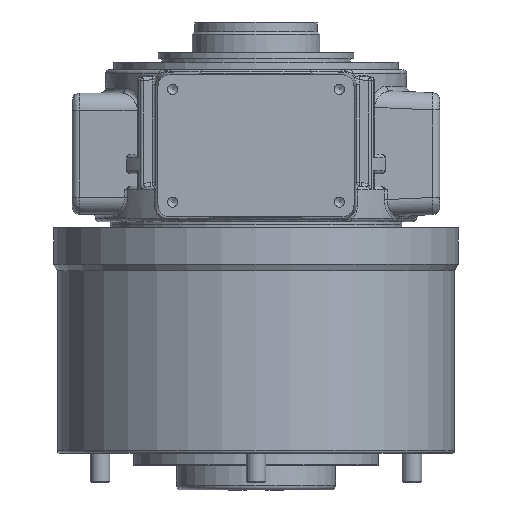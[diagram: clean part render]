
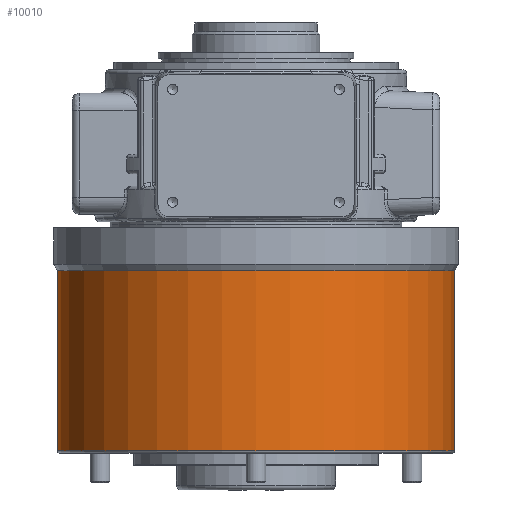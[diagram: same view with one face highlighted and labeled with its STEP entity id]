
A CAD part, front view. The second image highlights one B-rep face of the part: STEP entity #10010.
In plain terms, the highlighted cylindrical face has radius 81 mm (diameter 162 mm), a full revolution.
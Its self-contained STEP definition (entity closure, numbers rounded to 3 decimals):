
#1787=FACE_BOUND('',#3190,.T.);
#1974=CYLINDRICAL_SURFACE('',#10943,81.);
#2325=FACE_OUTER_BOUND('',#3189,.T.);
#3189=EDGE_LOOP('',(#7298));
#3190=EDGE_LOOP('',(#7299));
#4023=CIRCLE('',#10942,81.);
#4024=CIRCLE('',#10944,81.);
#4757=VERTEX_POINT('',#15906);
#4758=VERTEX_POINT('',#15909);
#5721=EDGE_CURVE('',#4757,#4757,#4023,.T.);
#5722=EDGE_CURVE('',#4758,#4758,#4024,.T.);
#7298=ORIENTED_EDGE('',*,*,#5721,.T.);
#7299=ORIENTED_EDGE('',*,*,#5722,.F.);
#10010=ADVANCED_FACE('',(#2325,#1787),#1974,.T.);
#10942=AXIS2_PLACEMENT_3D('',#15907,#12754,#12755);
#10943=AXIS2_PLACEMENT_3D('',#15908,#12756,#12757);
#10944=AXIS2_PLACEMENT_3D('',#15910,#12758,#12759);
#12754=DIRECTION('center_axis',(0.,0.,-1.));
#12755=DIRECTION('ref_axis',(1.,0.,0.));
#12756=DIRECTION('center_axis',(0.,0.,-1.));
#12757=DIRECTION('ref_axis',(0.,1.,0.));
#12758=DIRECTION('center_axis',(0.,0.,-1.));
#12759=DIRECTION('ref_axis',(1.,0.,0.));
#15906=CARTESIAN_POINT('',(0.,81.,-84.5));
#15907=CARTESIAN_POINT('Origin',(0.,0.,-84.5));
#15908=CARTESIAN_POINT('Origin',(0.,0.,-121.25));
#15909=CARTESIAN_POINT('',(0.,81.,-158.));
#15910=CARTESIAN_POINT('Origin',(0.,0.,-158.));
